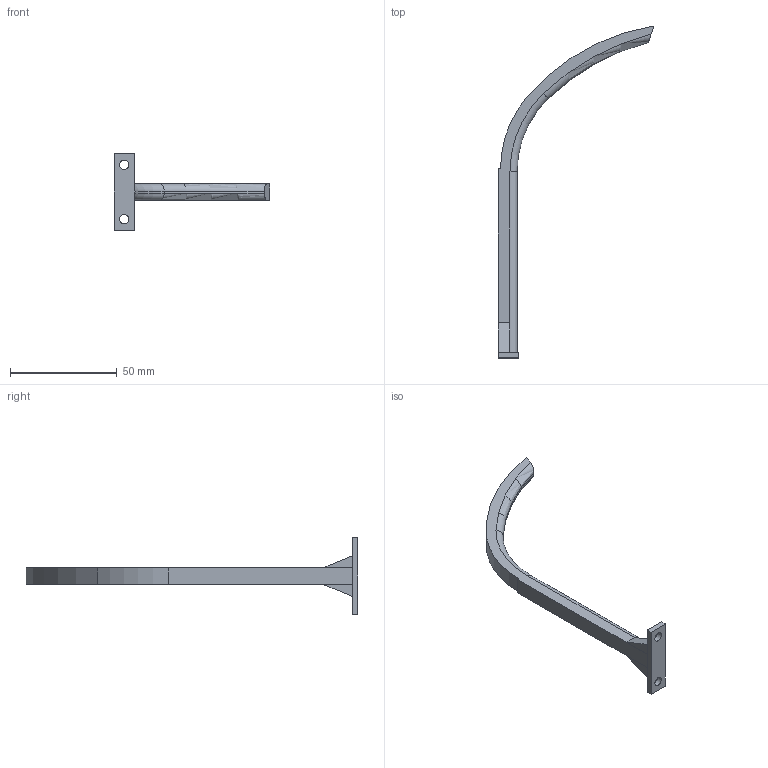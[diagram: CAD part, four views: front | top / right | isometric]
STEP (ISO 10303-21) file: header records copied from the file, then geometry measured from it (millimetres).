
FILE_DESCRIPTION(/* description */ (''),/* implementation_level */ '2;1');
FILE_NAME(/* name */ 'chain link claw v4.step',/* time_stamp */ '2023-10-26T16:12:41-05:00',/* author */ (''),/* organization */ (''),/* preprocessor_version */ 'ST-DEVELOPER v20',/* originating_system */ 'Autodesk Translation Framework v12.14.0.127',/* authorisation */ '');
FILE_SCHEMA (('AUTOMOTIVE_DESIGN { 1 0 10303 214 3 1 1 }'));
Length unit declared in the file: inch
Products named in the file (1): chain link claw
Bounding box: 72.68 x 155.15 x 35.56 mm (x, y, z)
Volume: 12004.4 mm3; surface area: 6561.4 mm2
Topology: 1 solids, 1 shells, 32 faces, 80 edges, 52 vertices
Faces by surface type: plane 20, cylinder 8, torus 4
Full cylindrical faces by diameter (mm): 4.318 x2
Entity records: 1014 total; most frequent: CARTESIAN_POINT 183, DIRECTION 166, ORIENTED_EDGE 160, EDGE_CURVE 80, LINE 56, VECTOR 56, AXIS2_PLACEMENT_3D 55, VERTEX_POINT 52
